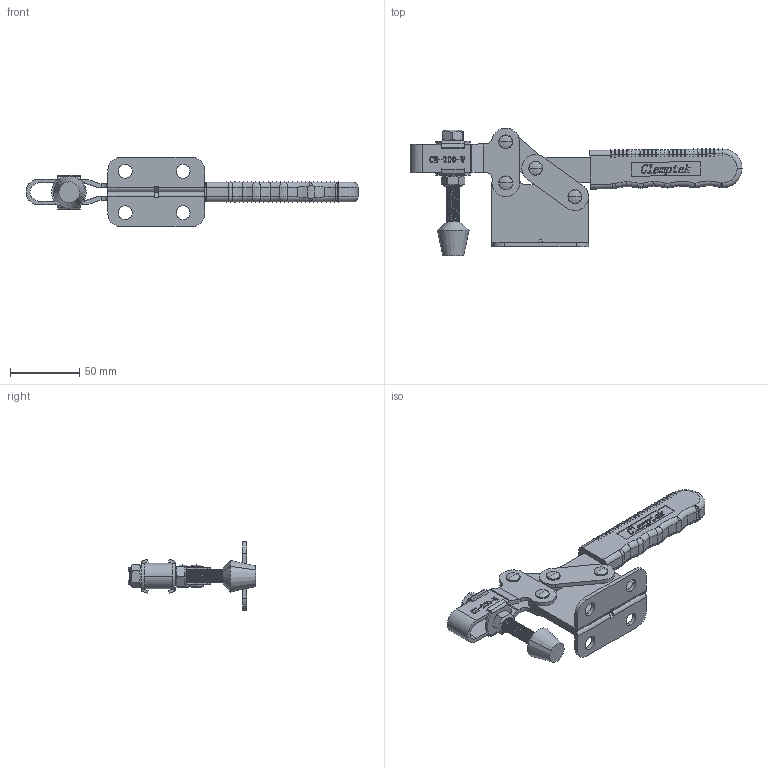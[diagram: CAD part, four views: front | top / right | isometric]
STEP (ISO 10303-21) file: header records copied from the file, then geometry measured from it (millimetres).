
FILE_DESCRIPTION (( 'STEP AP203' ), '1' );
FILE_NAME ('CH-200-W.STEP', '2011-05-17T02:45:25', ( '微软用户' ), ( '微软中国' ), 'SwSTEP 2.0', 'SolidWorks 2010', '' );
FILE_SCHEMA (( 'CONFIG_CONTROL_DESIGN' ));
Length unit declared in the file: millimetre
Products named in the file (10): 200-W-04; 200-W-05; FW380; CH-200-W; 200-W-01; 200-w-02; 200-W-03; 200-W-06; 38312-01; 38312
Assembly tree (15 placements, depth 2):
  CH-200-W
    200-W-05  x4
    200-w-02
    38312-01  x2
    200-W-01
    38312
    200-W-03
    FW380  x2
    200-W-06
    200-W-04  x2
Bounding box: 240.48 x 92.66 x 50 mm (x, y, z)
Volume: 109310.9 mm3; surface area: 68516.7 mm2
Topology: 16 solids, 17 shells, 1558 faces, 4102 edges, 2627 vertices
Faces by surface type: plane 598, cylinder 447, bspline 333, torus 112, cone 54, sphere 14
Entity records: 77509 total; most frequent: CARTESIAN_POINT 43150, ORIENTED_EDGE 7590, DIRECTION 5824, EDGE_CURVE 3795, VERTEX_POINT 2439, VECTOR 2152, LINE 2152, AXIS2_PLACEMENT_3D 1836
